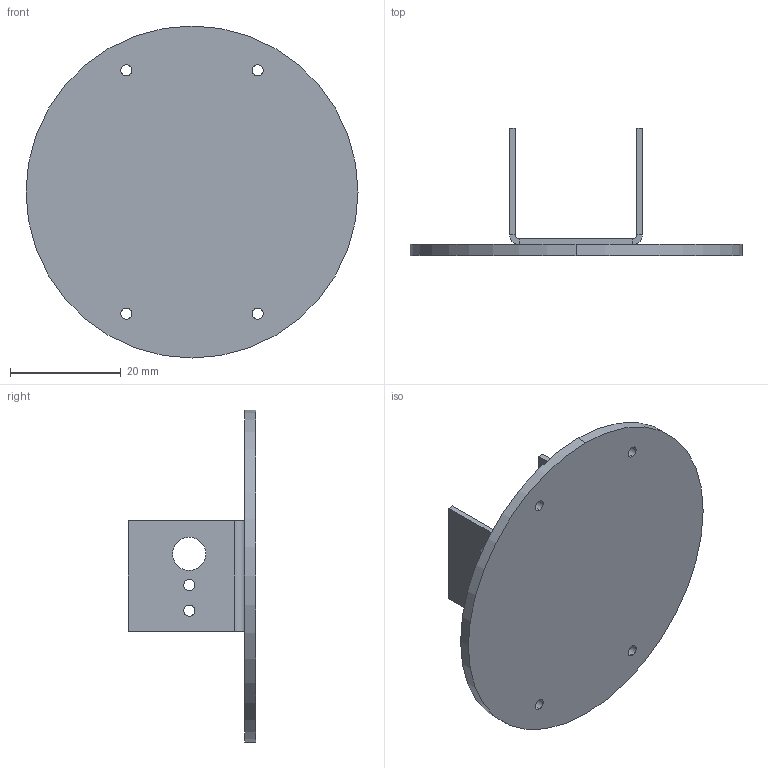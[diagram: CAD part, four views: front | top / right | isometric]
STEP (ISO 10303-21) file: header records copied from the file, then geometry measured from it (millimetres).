
FILE_DESCRIPTION (( 'STEP AP214' ), '1' );
FILE_NAME ('arm base.STEP', '2023-08-26T08:40:56', ( '' ), ( '' ), 'SwSTEP 2.0', 'SolidWorks 2021', '' );
FILE_SCHEMA (( 'AUTOMOTIVE_DESIGN' ));
Length unit declared in the file: millimetre
Products named in the file (1): arm base
Bounding box: 60 x 23 x 60 mm (x, y, z)
Volume: 6819.4 mm3; surface area: 8665 mm2
Topology: 2 solids, 2 shells, 46 faces, 110 edges, 68 vertices
Faces by surface type: cylinder 26, plane 20
Entity records: 1421 total; most frequent: DIRECTION 256, CARTESIAN_POINT 225, ORIENTED_EDGE 220, EDGE_CURVE 110, AXIS2_PLACEMENT_3D 99, VERTEX_POINT 68, EDGE_LOOP 66, VECTOR 58
